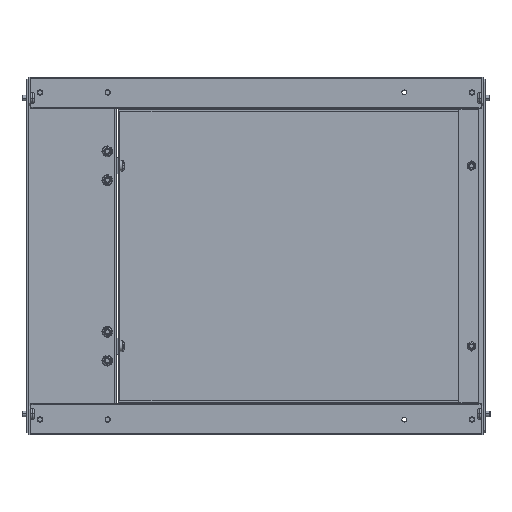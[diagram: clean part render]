
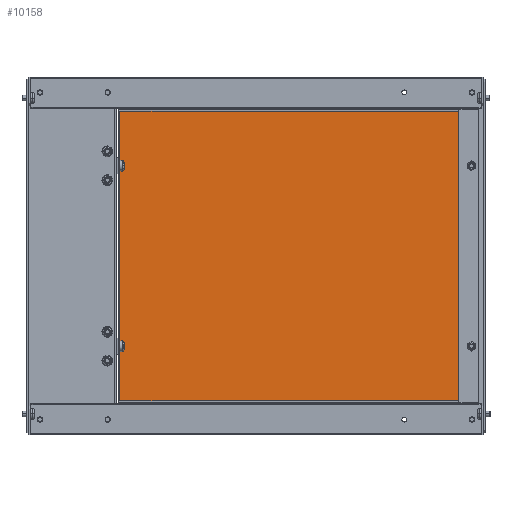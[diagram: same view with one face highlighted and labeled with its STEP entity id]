
A CAD part, left-side view. The second image highlights one B-rep face of the part: STEP entity #10158.
In plain terms, the highlighted planar face has unit normal (-1, 0, 0).
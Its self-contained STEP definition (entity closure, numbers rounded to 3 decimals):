
#399 = ORIENTED_EDGE ( 'NONE', *, *, #14669, .T. ) ;
#533 = LINE ( 'NONE', #7647, #10719 ) ;
#836 = VECTOR ( 'NONE', #1872, 1000. ) ;
#1135 = CARTESIAN_POINT ( 'NONE',  ( 75.411, 366.602, -330.697 ) ) ;
#1872 = DIRECTION ( 'NONE',  ( 0., -1., 0. ) ) ;
#2003 = CARTESIAN_POINT ( 'NONE',  ( 75.411, 178.852, -651.697 ) ) ;
#2025 = EDGE_LOOP ( 'NONE', ( #399, #2768, #7822, #20219 ) ) ;
#2768 = ORIENTED_EDGE ( 'NONE', *, *, #25468, .T. ) ;
#2786 = CARTESIAN_POINT ( 'NONE',  ( 75.411, 366.602, -491.197 ) ) ;
#3253 = EDGE_CURVE ( 'NONE', #24687, #21556, #10166, .T. ) ;
#7082 = LINE ( 'NONE', #2786, #11065 ) ;
#7595 = AXIS2_PLACEMENT_3D ( 'NONE', #18646, #27142, #7655 ) ;
#7647 = CARTESIAN_POINT ( 'NONE',  ( 75.411, 178.852, -330.697 ) ) ;
#7655 = DIRECTION ( 'NONE',  ( 0., 0., -1. ) ) ;
#7797 = CARTESIAN_POINT ( 'NONE',  ( 75.411, 366.602, -651.697 ) ) ;
#7822 = ORIENTED_EDGE ( 'NONE', *, *, #17595, .T. ) ;
#8886 = VERTEX_POINT ( 'NONE', #7797 ) ;
#9387 = DIRECTION ( 'NONE',  ( 0., 1., 0. ) ) ;
#10158 = ADVANCED_FACE ( 'NONE', ( #20544 ), #25265, .T. ) ;
#10166 = LINE ( 'NONE', #25617, #13956 ) ;
#10479 = LINE ( 'NONE', #2003, #836 ) ;
#10719 = VECTOR ( 'NONE', #9387, 1000. ) ;
#11065 = VECTOR ( 'NONE', #24707, 1000. ) ;
#13956 = VECTOR ( 'NONE', #18976, 1000. ) ;
#14212 = CARTESIAN_POINT ( 'NONE',  ( 75.411, -8.898, -651.697 ) ) ;
#14669 = EDGE_CURVE ( 'NONE', #21556, #17438, #533, .T. ) ;
#17438 = VERTEX_POINT ( 'NONE', #1135 ) ;
#17595 = EDGE_CURVE ( 'NONE', #8886, #24687, #10479, .T. ) ;
#18646 = CARTESIAN_POINT ( 'NONE',  ( 75.411, 178.852, -491.197 ) ) ;
#18976 = DIRECTION ( 'NONE',  ( 0., 0., 1. ) ) ;
#20219 = ORIENTED_EDGE ( 'NONE', *, *, #3253, .T. ) ;
#20544 = FACE_OUTER_BOUND ( 'NONE', #2025, .T. ) ;
#21556 = VERTEX_POINT ( 'NONE', #23600 ) ;
#23600 = CARTESIAN_POINT ( 'NONE',  ( 75.411, -8.898, -330.697 ) ) ;
#24687 = VERTEX_POINT ( 'NONE', #14212 ) ;
#24707 = DIRECTION ( 'NONE',  ( 0., 0., -1. ) ) ;
#25265 = PLANE ( 'NONE',  #7595 ) ;
#25468 = EDGE_CURVE ( 'NONE', #17438, #8886, #7082, .T. ) ;
#25617 = CARTESIAN_POINT ( 'NONE',  ( 75.411, -8.898, -491.197 ) ) ;
#27142 = DIRECTION ( 'NONE',  ( -1., 0., 0. ) ) ;
